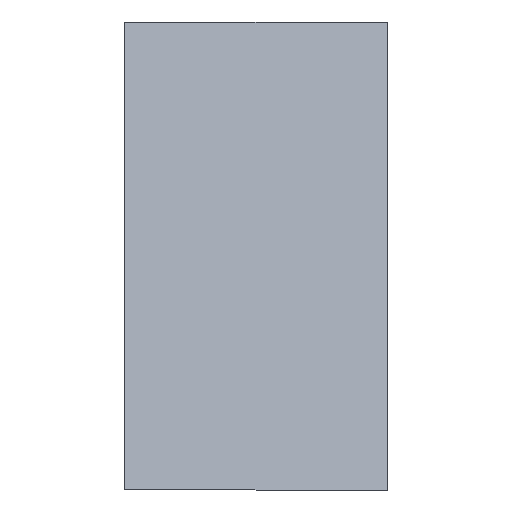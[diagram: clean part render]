
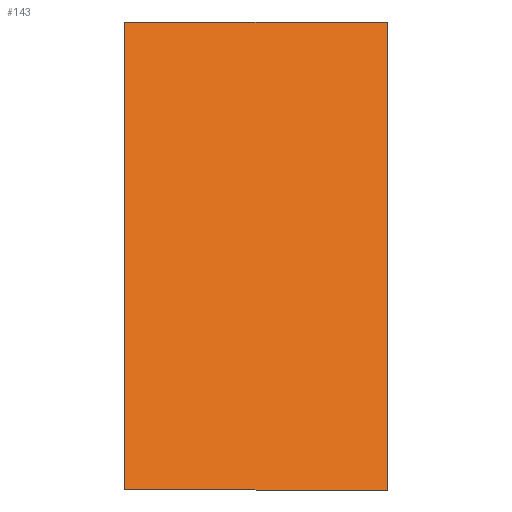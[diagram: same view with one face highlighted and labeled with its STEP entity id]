
A CAD part, left-side view. The second image highlights one B-rep face of the part: STEP entity #143.
In plain terms, the highlighted planar face has unit normal (-0.949, 0, 0.316).
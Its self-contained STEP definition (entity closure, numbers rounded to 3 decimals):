
#143=ADVANCED_FACE('',(#240),#242,.T.);
#240=FACE_BOUND('',#241,.T.);
#241=EDGE_LOOP('',(#309,#310,#311,#312));
#242=PLANE('',#243);
#243=AXIS2_PLACEMENT_3D('',#244,#245,#246);
#244=CARTESIAN_POINT('',(-90.,0.,0.));
#245=DIRECTION('',(-0.949,0.,0.316));
#246=DIRECTION('',(0.316,0.,0.949));
#309=ORIENTED_EDGE('',*,*,#346,.T.);
#310=ORIENTED_EDGE('',*,*,#332,.T.);
#311=ORIENTED_EDGE('',*,*,#355,.F.);
#312=ORIENTED_EDGE('',*,*,#356,.F.);
#332=EDGE_CURVE('',#372,#370,#373,.T.);
#346=EDGE_CURVE('',#394,#372,#395,.T.);
#355=EDGE_CURVE('',#406,#370,#408,.T.);
#356=EDGE_CURVE('',#394,#406,#409,.T.);
#370=VERTEX_POINT('',#435);
#372=VERTEX_POINT('',#439);
#373=LINE('',#440,#441);
#394=VERTEX_POINT('',#489);
#395=LINE('',#490,#491);
#406=VERTEX_POINT('',#517);
#408=LINE('',#521,#522);
#409=LINE('',#524,#525);
#435=CARTESIAN_POINT('',(-40.,84.,150.));
#439=CARTESIAN_POINT('',(-40.,0.,150.));
#440=CARTESIAN_POINT('',(-40.,0.,150.));
#441=VECTOR('',#442,1.);
#442=DIRECTION('',(0.,1.,0.));
#489=CARTESIAN_POINT('',(-90.,0.,0.));
#490=CARTESIAN_POINT('',(-90.,0.,0.));
#491=VECTOR('',#492,1.);
#492=DIRECTION('',(0.316,0.,0.949));
#517=CARTESIAN_POINT('',(-90.,84.,0.));
#521=CARTESIAN_POINT('',(-90.,84.,0.));
#522=VECTOR('',#523,1.);
#523=DIRECTION('',(0.316,0.,0.949));
#524=CARTESIAN_POINT('',(-90.,0.,0.));
#525=VECTOR('',#526,1.);
#526=DIRECTION('',(0.,1.,0.));
